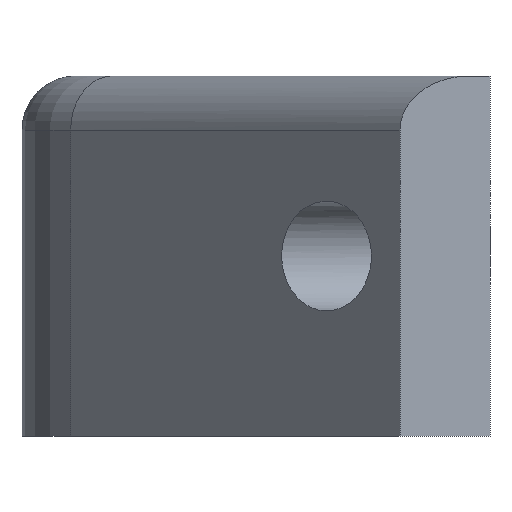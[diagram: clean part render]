
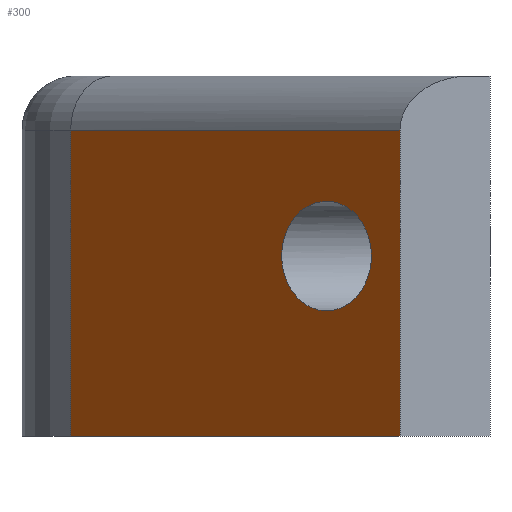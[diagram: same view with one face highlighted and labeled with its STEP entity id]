
A CAD part, front view. The second image highlights one B-rep face of the part: STEP entity #300.
In plain terms, the highlighted planar face has unit normal (-0.775, -0.632, 0).
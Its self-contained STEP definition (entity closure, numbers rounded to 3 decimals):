
#74 = VERTEX_POINT('',#75);
#75 = CARTESIAN_POINT('',(-9.296,-7.589,0.));
#82 = EDGE_CURVE('',#83,#74,#85,.T.);
#83 = VERTEX_POINT('',#84);
#84 = CARTESIAN_POINT('',(9.,-30.,0.));
#85 = LINE('',#86,#87);
#86 = CARTESIAN_POINT('',(9.,-30.,0.));
#87 = VECTOR('',#88,1.);
#88 = DIRECTION('',(-0.632,0.775,0.));
#281 = VERTEX_POINT('',#282);
#282 = CARTESIAN_POINT('',(-9.296,-7.589,17.));
#289 = EDGE_CURVE('',#74,#281,#290,.T.);
#290 = LINE('',#291,#292);
#291 = CARTESIAN_POINT('',(-9.296,-7.589,0.));
#292 = VECTOR('',#293,1.);
#293 = DIRECTION('',(0.,0.,1.));
#300 = ADVANCED_FACE('',(#301,#319),#330,.T.);
#301 = FACE_BOUND('',#302,.T.);
#302 = EDGE_LOOP('',(#303,#311,#317,#318));
#303 = ORIENTED_EDGE('',*,*,#304,.T.);
#304 = EDGE_CURVE('',#83,#305,#307,.T.);
#305 = VERTEX_POINT('',#306);
#306 = CARTESIAN_POINT('',(9.,-30.,17.));
#307 = LINE('',#308,#309);
#308 = CARTESIAN_POINT('',(9.,-30.,0.));
#309 = VECTOR('',#310,1.);
#310 = DIRECTION('',(0.,0.,1.));
#311 = ORIENTED_EDGE('',*,*,#312,.T.);
#312 = EDGE_CURVE('',#305,#281,#313,.T.);
#313 = LINE('',#314,#315);
#314 = CARTESIAN_POINT('',(9.,-30.,17.));
#315 = VECTOR('',#316,1.);
#316 = DIRECTION('',(-0.632,0.775,0.));
#317 = ORIENTED_EDGE('',*,*,#289,.F.);
#318 = ORIENTED_EDGE('',*,*,#82,.F.);
#319 = FACE_BOUND('',#320,.T.);
#320 = EDGE_LOOP('',(#321));
#321 = ORIENTED_EDGE('',*,*,#322,.F.);
#322 = EDGE_CURVE('',#323,#323,#325,.T.);
#323 = VERTEX_POINT('',#324);
#324 = CARTESIAN_POINT('',(4.918,-25.,13.05));
#325 = ELLIPSE('',#326,3.937,3.05);
#326 = AXIS2_PLACEMENT_3D('',#327,#328,#329);
#327 = CARTESIAN_POINT('',(4.918,-25.,10.));
#328 = DIRECTION('',(-0.775,-0.632,0.));
#329 = DIRECTION('',(0.632,-0.775,0.));
#330 = PLANE('',#331);
#331 = AXIS2_PLACEMENT_3D('',#332,#333,#334);
#332 = CARTESIAN_POINT('',(9.,-30.,0.));
#333 = DIRECTION('',(-0.775,-0.632,0.));
#334 = DIRECTION('',(-0.632,0.775,0.));
